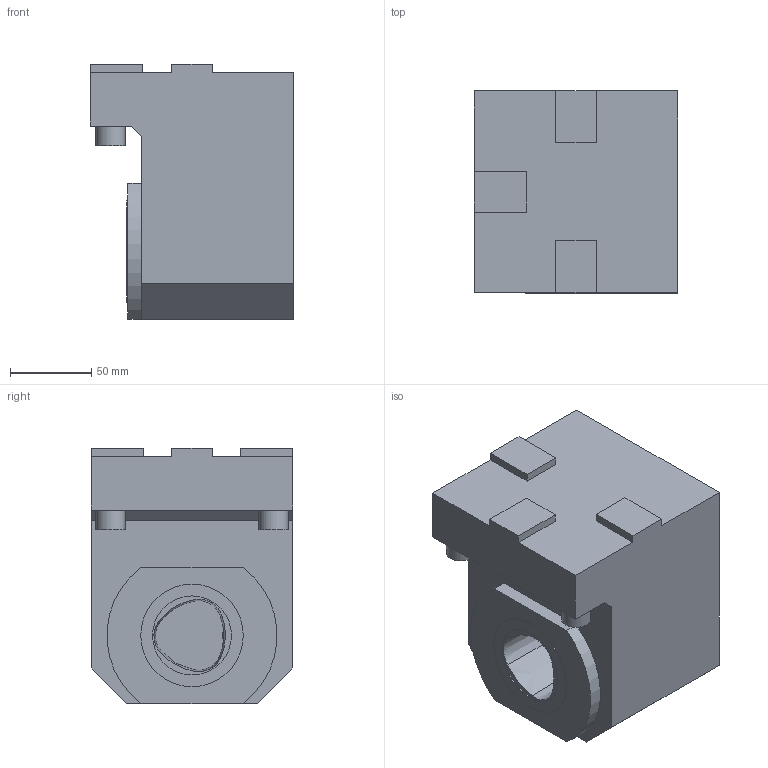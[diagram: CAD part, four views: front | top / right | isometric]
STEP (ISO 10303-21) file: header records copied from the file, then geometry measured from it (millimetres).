
FILE_DESCRIPTION(/* description */ (''),/* implementation_level */ '2;1');
FILE_NAME(/* name */ '1528870419404.stp',/* time_stamp */ '2018-06-13T08:13:44+02:00',/* author */ (''),/* organization */ ('SMS'),/* preprocessor_version */ 'ST-DEVELOPER v15',/* originating_system */ 'SIEMENS PLM Software NX 8.5',/* authorisation */ '');
FILE_SCHEMA (('AUTOMOTIVE_DESIGN { 1 0 10303 214 3 1 1 1 }'));
Length unit declared in the file: millimetre
Products named in the file (1): 200838945mod000_01
Bounding box: 125 x 124 x 157 mm (x, y, z)
Volume: 1877697.9 mm3; surface area: 106404.7 mm2
Topology: 1 solids, 1 shells, 45 faces, 112 edges, 76 vertices
Faces by surface type: plane 32, cylinder 7, cone 6
Full cylindrical faces by diameter (mm): 4 x1, 18 x2, 48.5 x1, 63 x1
Entity records: 1389 total; most frequent: CARTESIAN_POINT 281, DIRECTION 225, ORIENTED_EDGE 206, EDGE_CURVE 103, LINE 77, VECTOR 77, AXIS2_PLACEMENT_3D 74, VERTEX_POINT 72
